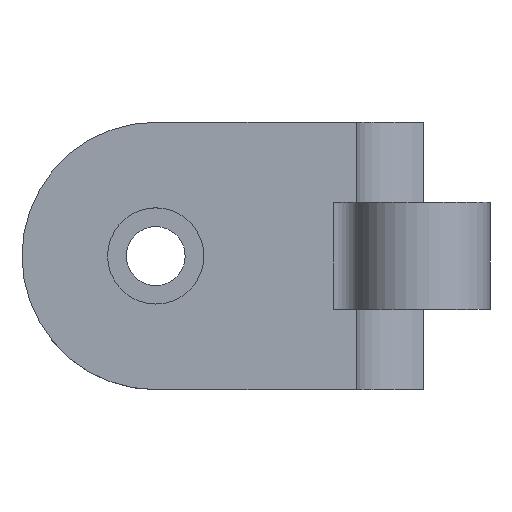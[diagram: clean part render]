
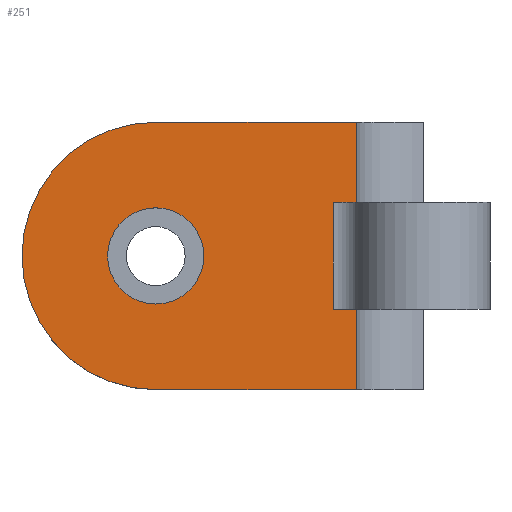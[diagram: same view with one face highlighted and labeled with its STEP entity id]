
A CAD part, top view. The second image highlights one B-rep face of the part: STEP entity #251.
In plain terms, the highlighted planar face has unit normal (0, 0, 1).
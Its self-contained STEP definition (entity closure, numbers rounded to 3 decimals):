
#16=FACE_BOUND('',#49,.T.);
#21=PLANE('',#288);
#32=FACE_OUTER_BOUND('',#48,.T.);
#48=EDGE_LOOP('',(#188,#189,#190,#191,#192,#193,#194,#195));
#49=EDGE_LOOP('',(#196));
#62=LINE('',#394,#80);
#67=LINE('',#419,#85);
#68=LINE('',#421,#86);
#69=LINE('',#423,#87);
#70=LINE('',#427,#88);
#71=LINE('',#429,#89);
#72=LINE('',#430,#90);
#80=VECTOR('',#312,10.);
#85=VECTOR('',#341,10.);
#86=VECTOR('',#342,10.);
#87=VECTOR('',#343,10.);
#88=VECTOR('',#346,10.);
#89=VECTOR('',#347,10.);
#90=VECTOR('',#348,10.);
#104=CIRCLE('',#285,3.6);
#106=CIRCLE('',#289,10.);
#114=VERTEX_POINT('',#390);
#116=VERTEX_POINT('',#393);
#122=VERTEX_POINT('',#411);
#124=VERTEX_POINT('',#418);
#125=VERTEX_POINT('',#420);
#126=VERTEX_POINT('',#422);
#127=VERTEX_POINT('',#424);
#128=VERTEX_POINT('',#426);
#129=VERTEX_POINT('',#428);
#137=EDGE_CURVE('',#114,#116,#62,.T.);
#146=EDGE_CURVE('',#122,#122,#104,.T.);
#149=EDGE_CURVE('',#114,#124,#67,.T.);
#150=EDGE_CURVE('',#124,#125,#68,.T.);
#151=EDGE_CURVE('',#126,#125,#69,.T.);
#152=EDGE_CURVE('',#126,#127,#106,.T.);
#153=EDGE_CURVE('',#128,#127,#70,.T.);
#154=EDGE_CURVE('',#128,#129,#71,.T.);
#155=EDGE_CURVE('',#129,#116,#72,.T.);
#188=ORIENTED_EDGE('',*,*,#149,.T.);
#189=ORIENTED_EDGE('',*,*,#150,.T.);
#190=ORIENTED_EDGE('',*,*,#151,.F.);
#191=ORIENTED_EDGE('',*,*,#152,.T.);
#192=ORIENTED_EDGE('',*,*,#153,.F.);
#193=ORIENTED_EDGE('',*,*,#154,.T.);
#194=ORIENTED_EDGE('',*,*,#155,.T.);
#195=ORIENTED_EDGE('',*,*,#137,.F.);
#196=ORIENTED_EDGE('',*,*,#146,.T.);
#251=ADVANCED_FACE('',(#32,#16),#21,.T.);
#285=AXIS2_PLACEMENT_3D('',#412,#332,#333);
#288=AXIS2_PLACEMENT_3D('',#417,#339,#340);
#289=AXIS2_PLACEMENT_3D('',#425,#344,#345);
#312=DIRECTION('',(0.,-1.,0.));
#332=DIRECTION('center_axis',(0.,0.,-1.));
#333=DIRECTION('ref_axis',(-1.,0.,0.));
#339=DIRECTION('center_axis',(0.,0.,1.));
#340=DIRECTION('ref_axis',(1.,0.,0.));
#341=DIRECTION('',(1.,0.,0.));
#342=DIRECTION('',(0.,1.,0.));
#343=DIRECTION('',(1.,0.,0.));
#344=DIRECTION('center_axis',(0.,0.,1.));
#345=DIRECTION('ref_axis',(-1.,0.,0.));
#346=DIRECTION('',(-1.,0.,0.));
#347=DIRECTION('',(0.,1.,0.));
#348=DIRECTION('',(-1.,0.,0.));
#390=CARTESIAN_POINT('',(-6.708,14.,5.));
#393=CARTESIAN_POINT('',(-6.708,6.,5.));
#394=CARTESIAN_POINT('',(-6.708,0.,5.));
#411=CARTESIAN_POINT('',(-16.4,10.,5.));
#412=CARTESIAN_POINT('Origin',(-20.,10.,5.));
#417=CARTESIAN_POINT('Origin',(-20.,0.,5.));
#418=CARTESIAN_POINT('',(-5.,14.,5.));
#419=CARTESIAN_POINT('',(-10.,14.,5.));
#420=CARTESIAN_POINT('',(-5.,20.,5.));
#421=CARTESIAN_POINT('',(-5.,0.,5.));
#422=CARTESIAN_POINT('',(-20.,20.,5.));
#423=CARTESIAN_POINT('',(20.,20.,5.));
#424=CARTESIAN_POINT('',(-20.,0.,5.));
#425=CARTESIAN_POINT('Origin',(-20.,10.,5.));
#426=CARTESIAN_POINT('',(-5.,0.,5.));
#427=CARTESIAN_POINT('',(20.,0.,5.));
#428=CARTESIAN_POINT('',(-5.,6.,5.));
#429=CARTESIAN_POINT('',(-5.,0.,5.));
#430=CARTESIAN_POINT('',(-10.,6.,5.));
